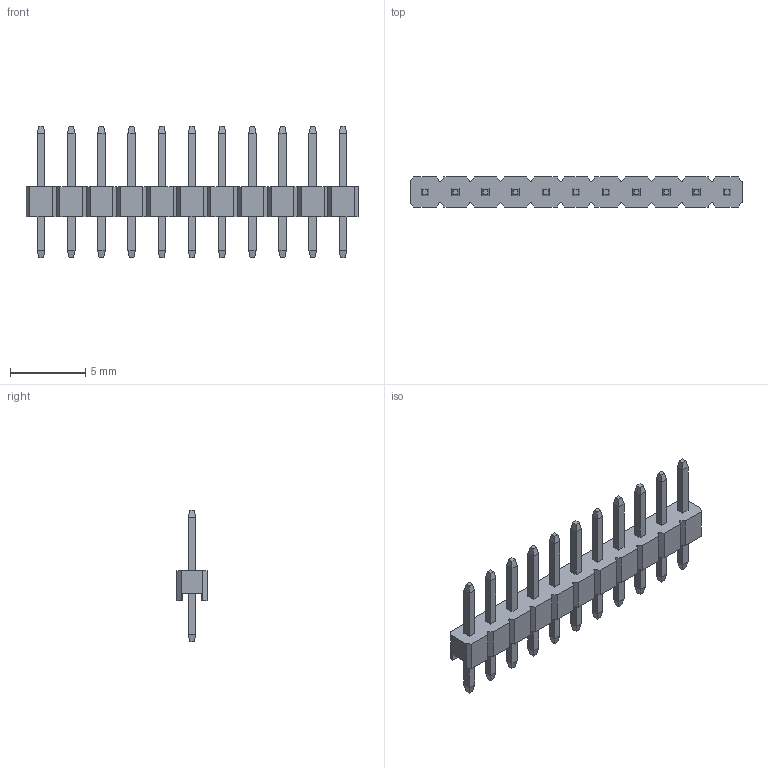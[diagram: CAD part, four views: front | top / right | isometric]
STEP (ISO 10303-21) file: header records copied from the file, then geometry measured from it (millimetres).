
FILE_DESCRIPTION(/* description */ (''),/* implementation_level */ '2;1');
FILE_NAME(/* name */ 'pin header 1x11 pitch 2mm heigth 5mm',/* time_stamp */ '2019-04-03T18:21:07+02:00',/* author */ (''),/* organization */ (''),/* preprocessor_version */ 'ST-DEVELOPER v16.5',/* originating_system */ '',/* authorisation */ '');
FILE_SCHEMA (('AUTOMOTIVE_DESIGN'));
Length unit declared in the file: millimetre
Products named in the file (1): Document
Bounding box: 22 x 2 x 8.7 mm (x, y, z)
Volume: 90 mm3; surface area: 428.8 mm2
Topology: 12 solids, 12 shells, 294 faces, 722 edges, 452 vertices
Faces by surface type: plane 294
Entity records: 7495 total; most frequent: CARTESIAN_POINT 2192, ORIENTED_EDGE 1444, EDGE_CURVE 722, B_SPLINE_CURVE_WITH_KNOTS 722, VERTEX_POINT 452, EDGE_LOOP 316, DIRECTION 298, AXIS2_PLACEMENT_3D 296
